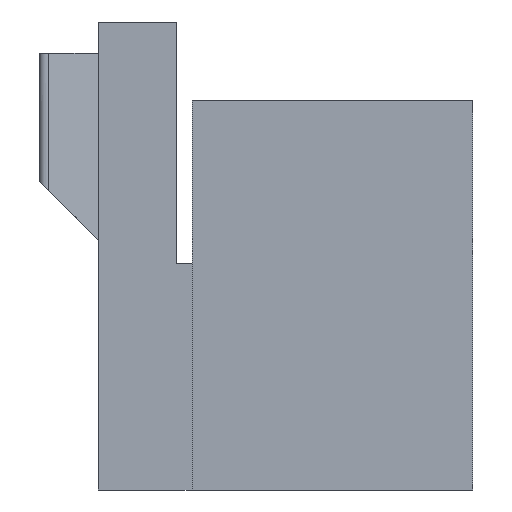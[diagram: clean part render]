
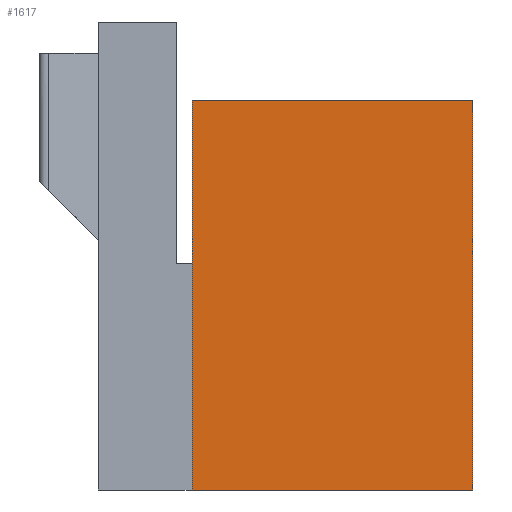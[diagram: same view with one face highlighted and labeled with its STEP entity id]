
A CAD part, left-side view. The second image highlights one B-rep face of the part: STEP entity #1617.
In plain terms, the highlighted planar face has unit normal (-1, 0, 0).
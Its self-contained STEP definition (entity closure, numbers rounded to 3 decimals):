
#44 = PLANE('',#45);
#45 = AXIS2_PLACEMENT_3D('',#46,#47,#48);
#46 = CARTESIAN_POINT('',(19.,0.,-7.5));
#47 = DIRECTION('',(0.,0.,1.));
#48 = DIRECTION('',(-1.,0.,0.));
#72 = PLANE('',#73);
#73 = AXIS2_PLACEMENT_3D('',#74,#75,#76);
#74 = CARTESIAN_POINT('',(22.983,9.,-3.096));
#75 = DIRECTION('',(0.,1.,0.));
#76 = DIRECTION('',(0.,0.,1.));
#154 = PLANE('',#155);
#155 = AXIS2_PLACEMENT_3D('',#156,#157,#158);
#156 = CARTESIAN_POINT('',(22.983,0.,-3.096));
#157 = DIRECTION('',(0.,1.,0.));
#158 = DIRECTION('',(0.,0.,1.));
#295 = VERTEX_POINT('',#296);
#296 = CARTESIAN_POINT('',(-13.,9.,-7.5));
#317 = EDGE_CURVE('',#318,#295,#320,.T.);
#318 = VERTEX_POINT('',#319);
#319 = CARTESIAN_POINT('',(-13.,0.,-7.5));
#320 = SURFACE_CURVE('',#321,(#325,#332),.PCURVE_S1.);
#321 = LINE('',#322,#323);
#322 = CARTESIAN_POINT('',(-13.,0.,-7.5));
#323 = VECTOR('',#324,1.);
#324 = DIRECTION('',(0.,1.,0.));
#325 = PCURVE('',#44,#326);
#326 = DEFINITIONAL_REPRESENTATION('',(#327),#331);
#327 = LINE('',#328,#329);
#328 = CARTESIAN_POINT('',(32.,0.));
#329 = VECTOR('',#330,1.);
#330 = DIRECTION('',(0.,-1.));
#331 = ( GEOMETRIC_REPRESENTATION_CONTEXT(2) 
PARAMETRIC_REPRESENTATION_CONTEXT() REPRESENTATION_CONTEXT('2D SPACE',''
  ) );
#332 = PCURVE('',#333,#338);
#333 = PLANE('',#334);
#334 = AXIS2_PLACEMENT_3D('',#335,#336,#337);
#335 = CARTESIAN_POINT('',(-13.,0.,-7.5));
#336 = DIRECTION('',(1.,0.,0.));
#337 = DIRECTION('',(0.,0.,1.));
#338 = DEFINITIONAL_REPRESENTATION('',(#339),#343);
#339 = LINE('',#340,#341);
#340 = CARTESIAN_POINT('',(0.,0.));
#341 = VECTOR('',#342,1.);
#342 = DIRECTION('',(0.,-1.));
#343 = ( GEOMETRIC_REPRESENTATION_CONTEXT(2) 
PARAMETRIC_REPRESENTATION_CONTEXT() REPRESENTATION_CONTEXT('2D SPACE',''
  ) );
#820 = VERTEX_POINT('',#821);
#821 = CARTESIAN_POINT('',(-13.,0.,5.));
#835 = PLANE('',#836);
#836 = AXIS2_PLACEMENT_3D('',#837,#838,#839);
#837 = CARTESIAN_POINT('',(-13.,0.,5.));
#838 = DIRECTION('',(0.,0.,-1.));
#839 = DIRECTION('',(1.,0.,0.));
#847 = EDGE_CURVE('',#318,#820,#848,.T.);
#848 = SURFACE_CURVE('',#849,(#853,#860),.PCURVE_S1.);
#849 = LINE('',#850,#851);
#850 = CARTESIAN_POINT('',(-13.,0.,-7.5));
#851 = VECTOR('',#852,1.);
#852 = DIRECTION('',(0.,0.,1.));
#853 = PCURVE('',#154,#854);
#854 = DEFINITIONAL_REPRESENTATION('',(#855),#859);
#855 = LINE('',#856,#857);
#856 = CARTESIAN_POINT('',(-4.404,-35.983));
#857 = VECTOR('',#858,1.);
#858 = DIRECTION('',(1.,0.));
#859 = ( GEOMETRIC_REPRESENTATION_CONTEXT(2) 
PARAMETRIC_REPRESENTATION_CONTEXT() REPRESENTATION_CONTEXT('2D SPACE',''
  ) );
#860 = PCURVE('',#333,#861);
#861 = DEFINITIONAL_REPRESENTATION('',(#862),#866);
#862 = LINE('',#863,#864);
#863 = CARTESIAN_POINT('',(0.,0.));
#864 = VECTOR('',#865,1.);
#865 = DIRECTION('',(1.,0.));
#866 = ( GEOMETRIC_REPRESENTATION_CONTEXT(2) 
PARAMETRIC_REPRESENTATION_CONTEXT() REPRESENTATION_CONTEXT('2D SPACE',''
  ) );
#874 = EDGE_CURVE('',#295,#875,#877,.T.);
#875 = VERTEX_POINT('',#876);
#876 = CARTESIAN_POINT('',(-13.,9.,5.));
#877 = SURFACE_CURVE('',#878,(#882,#889),.PCURVE_S1.);
#878 = LINE('',#879,#880);
#879 = CARTESIAN_POINT('',(-13.,9.,-7.5));
#880 = VECTOR('',#881,1.);
#881 = DIRECTION('',(0.,0.,1.));
#882 = PCURVE('',#72,#883);
#883 = DEFINITIONAL_REPRESENTATION('',(#884),#888);
#884 = LINE('',#885,#886);
#885 = CARTESIAN_POINT('',(-4.404,-35.983));
#886 = VECTOR('',#887,1.);
#887 = DIRECTION('',(1.,0.));
#888 = ( GEOMETRIC_REPRESENTATION_CONTEXT(2) 
PARAMETRIC_REPRESENTATION_CONTEXT() REPRESENTATION_CONTEXT('2D SPACE',''
  ) );
#889 = PCURVE('',#333,#890);
#890 = DEFINITIONAL_REPRESENTATION('',(#891),#895);
#891 = LINE('',#892,#893);
#892 = CARTESIAN_POINT('',(0.,-9.));
#893 = VECTOR('',#894,1.);
#894 = DIRECTION('',(1.,0.));
#895 = ( GEOMETRIC_REPRESENTATION_CONTEXT(2) 
PARAMETRIC_REPRESENTATION_CONTEXT() REPRESENTATION_CONTEXT('2D SPACE',''
  ) );
#1617 = ADVANCED_FACE('',(#1618),#333,.F.);
#1618 = FACE_BOUND('',#1619,.F.);
#1619 = EDGE_LOOP('',(#1620,#1621,#1622,#1643));
#1620 = ORIENTED_EDGE('',*,*,#317,.T.);
#1621 = ORIENTED_EDGE('',*,*,#874,.T.);
#1622 = ORIENTED_EDGE('',*,*,#1623,.F.);
#1623 = EDGE_CURVE('',#820,#875,#1624,.T.);
#1624 = SURFACE_CURVE('',#1625,(#1629,#1636),.PCURVE_S1.);
#1625 = LINE('',#1626,#1627);
#1626 = CARTESIAN_POINT('',(-13.,0.,5.));
#1627 = VECTOR('',#1628,1.);
#1628 = DIRECTION('',(0.,1.,0.));
#1629 = PCURVE('',#333,#1630);
#1630 = DEFINITIONAL_REPRESENTATION('',(#1631),#1635);
#1631 = LINE('',#1632,#1633);
#1632 = CARTESIAN_POINT('',(12.5,0.));
#1633 = VECTOR('',#1634,1.);
#1634 = DIRECTION('',(0.,-1.));
#1635 = ( GEOMETRIC_REPRESENTATION_CONTEXT(2) 
PARAMETRIC_REPRESENTATION_CONTEXT() REPRESENTATION_CONTEXT('2D SPACE',''
  ) );
#1636 = PCURVE('',#835,#1637);
#1637 = DEFINITIONAL_REPRESENTATION('',(#1638),#1642);
#1638 = LINE('',#1639,#1640);
#1639 = CARTESIAN_POINT('',(0.,0.));
#1640 = VECTOR('',#1641,1.);
#1641 = DIRECTION('',(0.,-1.));
#1642 = ( GEOMETRIC_REPRESENTATION_CONTEXT(2) 
PARAMETRIC_REPRESENTATION_CONTEXT() REPRESENTATION_CONTEXT('2D SPACE',''
  ) );
#1643 = ORIENTED_EDGE('',*,*,#847,.F.);
